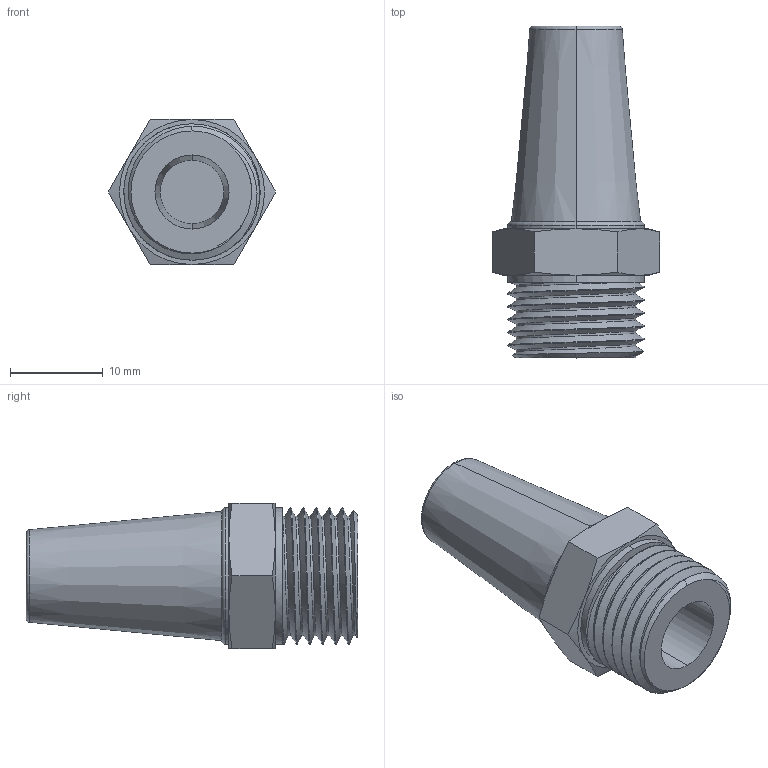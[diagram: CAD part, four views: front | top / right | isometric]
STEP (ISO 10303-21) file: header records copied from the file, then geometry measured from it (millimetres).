
FILE_DESCRIPTION (( 'STEP AP203' ), '1' );
FILE_NAME ('SBC-38R.step', '2016-02-15T20:18:41', ( '' ), ( '' ), 'SwSTEP 2.0', 'SolidWorks 2015', '' );
FILE_SCHEMA (( 'CONFIG_CONTROL_DESIGN' ));
Length unit declared in the file: inch
Products named in the file (1): SBC-38R
Bounding box: 18.03 x 35.74 x 15.62 mm (x, y, z)
Volume: 3092 mm3; surface area: 2922.4 mm2
Topology: 1 solids, 1 shells, 56 faces, 132 edges, 82 vertices
Faces by surface type: cone 19, cylinder 17, plane 13, torus 4, bspline 3
Entity records: 2898 total; most frequent: CARTESIAN_POINT 1653, ORIENTED_EDGE 264, DIRECTION 223, EDGE_CURVE 132, AXIS2_PLACEMENT_3D 97, VERTEX_POINT 82, EDGE_LOOP 60, FACE_OUTER_BOUND 56
